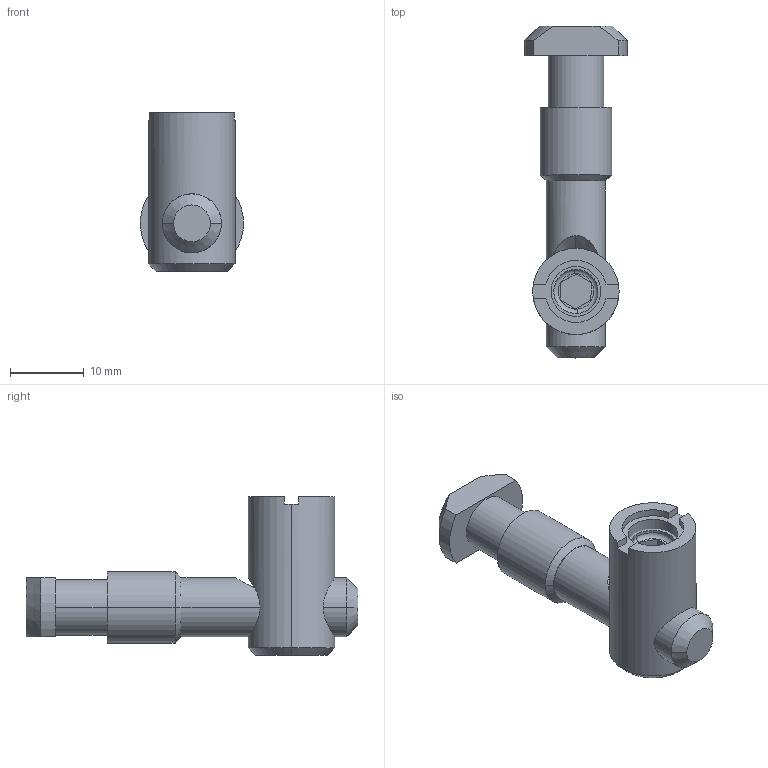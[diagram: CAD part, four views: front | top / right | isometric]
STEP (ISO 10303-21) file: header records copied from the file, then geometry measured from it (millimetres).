
FILE_DESCRIPTION (( 'STEP AP214' ), '1' );
FILE_NAME ('SNSD.30.50.05 Óãëîâîé ñîåäèíèòåëü 90 ãðàäóñîâ, ïàç 8(B60).STEP', '2023-10-20T07:31:23', ( '' ), ( '' ), 'SwSTEP 2.0', 'SolidWorks 2022', '' );
FILE_SCHEMA (( 'AUTOMOTIVE_DESIGN' ));
Length unit declared in the file: millimetre
Products named in the file (4): SNSD.30.50.05  Угловой соединитель 90 градусов, паз 8(B60); SNSD.30.50.18 Винт_00; SNSD.30.50.19 Палец_00; SNSD.30.50.21 Стакан_00
Assembly tree (3 placements, depth 2):
  SNSD.30.50.05  Угловой соединитель 90 градусов, паз 8(B60)
    SNSD.30.50.19 Палец_00
    SNSD.30.50.18 Винт_00
    SNSD.30.50.21 Стакан_00
Bounding box: 13.97 x 45 x 21.5 mm (x, y, z)
Volume: 4174.7 mm3; surface area: 3153.3 mm2
Topology: 3 solids, 3 shells, 61 faces, 137 edges, 88 vertices
Faces by surface type: plane 26, cylinder 21, cone 12, torus 2
Entity records: 2203 total; most frequent: CARTESIAN_POINT 606, DIRECTION 315, ORIENTED_EDGE 274, EDGE_CURVE 137, AXIS2_PLACEMENT_3D 123, VERTEX_POINT 88, EDGE_LOOP 71, VECTOR 69
